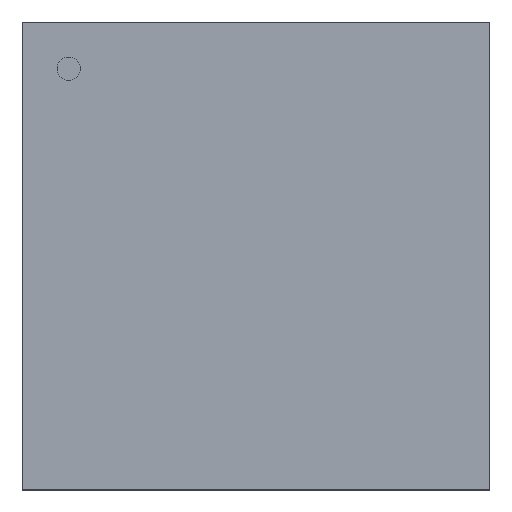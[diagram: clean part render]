
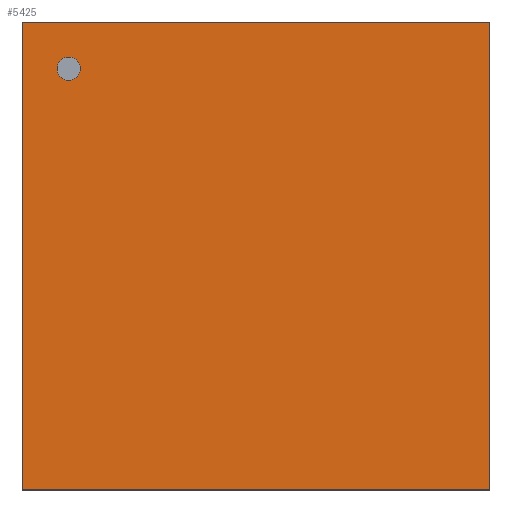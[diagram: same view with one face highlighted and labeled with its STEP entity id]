
A CAD part, top view. The second image highlights one B-rep face of the part: STEP entity #5425.
In plain terms, the highlighted planar face has unit normal (0, 0, 1).
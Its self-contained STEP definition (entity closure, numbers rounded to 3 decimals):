
#5201=CARTESIAN_POINT('',(7.506,-7.506,1.473));
#5200=VERTEX_POINT('',#5201);
#5211=CARTESIAN_POINT('',(-7.506,-7.506,1.473));
#5210=VERTEX_POINT('',#5211);
#5209=EDGE_CURVE('',#5210,#5200,#5214,.T.);
#5214=LINE('',#5211,#5216);
#5216=VECTOR('',#5217,15.011);
#5217=DIRECTION('',(1.0,0.0,0.0));
#5250=CARTESIAN_POINT('',(7.506,7.506,1.473));
#5249=VERTEX_POINT('',#5250);
#5258=EDGE_CURVE('',#5200,#5249,#5263,.T.);
#5263=LINE('',#5201,#5265);
#5265=VECTOR('',#5266,15.011);
#5266=DIRECTION('',(0.0,1.0,0.0));
#5299=CARTESIAN_POINT('',(-7.506,7.506,1.473));
#5298=VERTEX_POINT('',#5299);
#5307=EDGE_CURVE('',#5249,#5298,#5312,.T.);
#5312=LINE('',#5250,#5314);
#5314=VECTOR('',#5315,15.011);
#5315=DIRECTION('',(-1.0,0.0,0.0));
#5356=EDGE_CURVE('',#5298,#5210,#5361,.T.);
#5361=LINE('',#5299,#5363);
#5363=VECTOR('',#5364,15.011);
#5364=DIRECTION('',(0.0,-1.0,0.0));
#5425=ADVANCED_FACE('',(#5431),#5426,.T.);
#5426=PLANE('',#5427);
#5427=AXIS2_PLACEMENT_3D('',#5428,#5429,#5430);
#5428=CARTESIAN_POINT('',(-7.506,-7.506,1.473));
#5429=DIRECTION('',(0.0,0.0,1.0));
#5430=DIRECTION('',(0.,1.,0.));
#5431=FACE_OUTER_BOUND('',#5432,.T.);
#5432=EDGE_LOOP('',(#5433,#5443,#5453,#5463));
#5433=ORIENTED_EDGE('',*,*,#5209,.T.);
#5443=ORIENTED_EDGE('',*,*,#5258,.T.);
#5453=ORIENTED_EDGE('',*,*,#5307,.T.);
#5463=ORIENTED_EDGE('',*,*,#5356,.T.);
